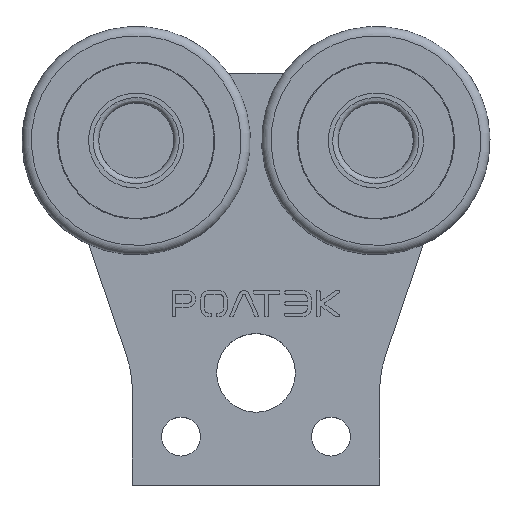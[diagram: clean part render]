
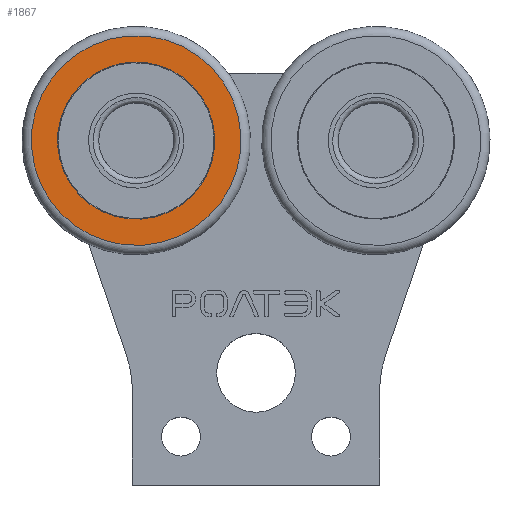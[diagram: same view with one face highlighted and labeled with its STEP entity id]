
A CAD part, top view. The second image highlights one B-rep face of the part: STEP entity #1867.
In plain terms, the highlighted planar face has unit normal (0, 0, 1).
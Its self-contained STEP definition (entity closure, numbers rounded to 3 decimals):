
#1867=ADVANCED_FACE('',(#3717,#3719),#3721,.F.);
#3717=FACE_BOUND('',#3718,.T.);
#3718=EDGE_LOOP('',(#4897));
#3719=FACE_BOUND('',#3720,.T.);
#3720=EDGE_LOOP('',(#4898));
#3721=PLANE('',#3722);
#3722=AXIS2_PLACEMENT_3D('',#3723,#3724,#3725);
#3723=CARTESIAN_POINT('',(-32.,42.,32.));
#3724=DIRECTION('',(0.,0.,-1.));
#3725=DIRECTION('',(0.899,-0.438,0.));
#4897=ORIENTED_EDGE('',*,*,#5414,.F.);
#4898=ORIENTED_EDGE('',*,*,#5417,.T.);
#5414=EDGE_CURVE('',#6226,#6226,#6227,.T.);
#5417=EDGE_CURVE('',#6232,#6232,#6233,.T.);
#6226=VERTEX_POINT('',#8172);
#6227=CIRCLE('',#8173,28.);
#6232=VERTEX_POINT('',#8187);
#6233=CIRCLE('',#8188,21.);
#8172=CARTESIAN_POINT('',(-6.832,29.729,32.));
#8173=AXIS2_PLACEMENT_3D('',#8174,#8175,#8176);
#8174=CARTESIAN_POINT('',(-32.,42.,32.));
#8175=DIRECTION('',(0.,0.,-1.));
#8176=DIRECTION('',(0.899,-0.438,0.));
#8187=CARTESIAN_POINT('',(-13.124,32.797,32.));
#8188=AXIS2_PLACEMENT_3D('',#8189,#8190,#8191);
#8189=CARTESIAN_POINT('',(-32.,42.,32.));
#8190=DIRECTION('',(0.,0.,-1.));
#8191=DIRECTION('',(0.899,-0.438,0.));
